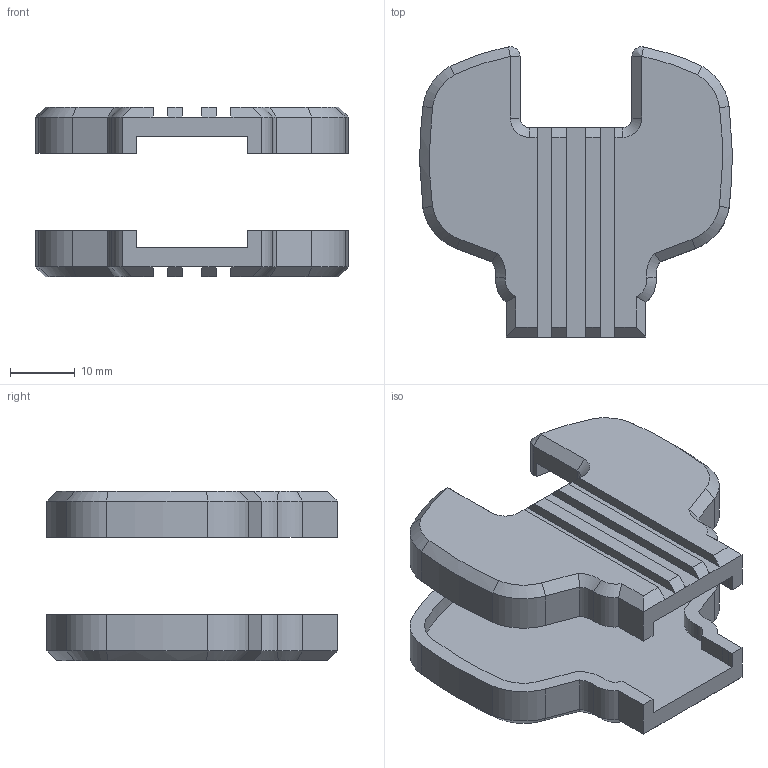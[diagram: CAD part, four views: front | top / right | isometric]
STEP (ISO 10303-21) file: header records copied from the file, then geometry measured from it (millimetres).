
FILE_DESCRIPTION(('FreeCAD Model'),'2;1');
FILE_NAME('Open CASCADE Shape Model','2025-04-27T21:16:23',('FreeCAD'),( 'FreeCAD'),'Open CASCADE STEP processor 7.6','FreeCAD','Unknown');
FILE_SCHEMA(('AUTOMOTIVE_DESIGN { 1 0 10303 214 1 1 1 1 }'));
Length unit declared in the file: millimetre
Products named in the file (1): Open CASCADE STEP translator 7.6 1
Bounding box: 48.12 x 44.69 x 26.07 mm (x, y, z)
Volume: 13781 mm3; surface area: 9122.4 mm2
Topology: 2 solids, 2 shells, 180 faces, 456 edges, 276 vertices
Faces by surface type: bspline 180
Entity records: 4856 total; most frequent: CARTESIAN_POINT 2293, ORIENTED_EDGE 904, EDGE_CURVE 452, B_SPLINE_CURVE_WITH_KNOTS 292, VERTEX_POINT 276, ADVANCED_FACE 180, FACE_BOUND 180, EDGE_LOOP 180
